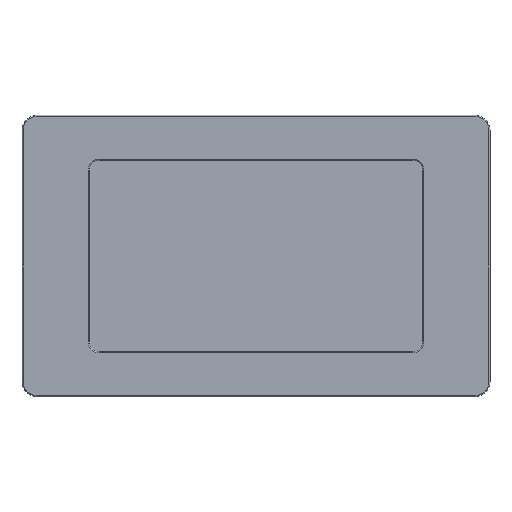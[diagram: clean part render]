
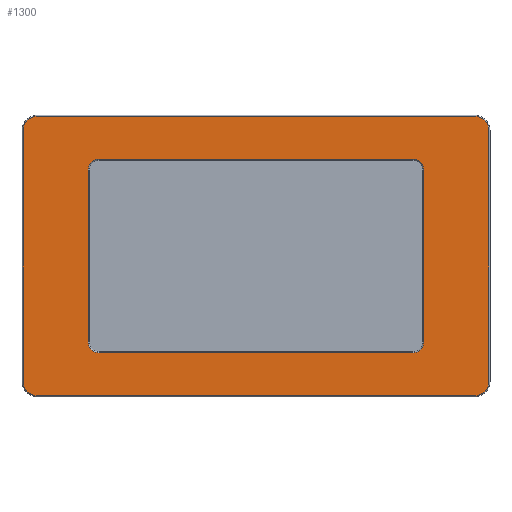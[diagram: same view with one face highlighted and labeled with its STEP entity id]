
A CAD part, top view. The second image highlights one B-rep face of the part: STEP entity #1300.
In plain terms, the highlighted planar face has unit normal (0, 0, 1).
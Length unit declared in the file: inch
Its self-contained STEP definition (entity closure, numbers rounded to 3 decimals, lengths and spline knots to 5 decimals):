
#20=FACE_BOUND('',#272,.T.);
#83=CIRCLE('',#1435,0.355);
#85=CIRCLE('',#1439,0.355);
#87=CIRCLE('',#1443,0.355);
#88=CIRCLE('',#1446,0.355);
#89=CIRCLE('',#1451,0.275);
#90=CIRCLE('',#1452,0.275);
#91=CIRCLE('',#1453,0.275);
#92=CIRCLE('',#1454,0.275);
#184=FACE_OUTER_BOUND('',#271,.T.);
#271=EDGE_LOOP('',(#1103,#1104,#1105,#1106,#1107,#1108,#1109,#1110));
#272=EDGE_LOOP('',(#1111,#1112,#1113,#1114,#1115,#1116,#1117,#1118));
#370=LINE('',#2141,#493);
#374=LINE('',#2153,#497);
#378=LINE('',#2164,#501);
#382=LINE('',#2173,#505);
#386=LINE('',#2185,#509);
#387=LINE('',#2189,#510);
#388=LINE('',#2193,#511);
#389=LINE('',#2197,#512);
#493=VECTOR('',#1752,0.3937);
#497=VECTOR('',#1764,0.3937);
#501=VECTOR('',#1776,0.3937);
#505=VECTOR('',#1786,0.3937);
#509=VECTOR('',#1802,0.3937);
#510=VECTOR('',#1805,0.3937);
#511=VECTOR('',#1808,0.3937);
#512=VECTOR('',#1811,0.3937);
#611=VERTEX_POINT('',#2138);
#612=VERTEX_POINT('',#2140);
#614=VERTEX_POINT('',#2145);
#616=VERTEX_POINT('',#2151);
#618=VERTEX_POINT('',#2157);
#619=VERTEX_POINT('',#2162);
#620=VERTEX_POINT('',#2167);
#621=VERTEX_POINT('',#2171);
#622=VERTEX_POINT('',#2183);
#623=VERTEX_POINT('',#2184);
#624=VERTEX_POINT('',#2186);
#625=VERTEX_POINT('',#2188);
#626=VERTEX_POINT('',#2190);
#627=VERTEX_POINT('',#2192);
#628=VERTEX_POINT('',#2194);
#629=VERTEX_POINT('',#2196);
#767=EDGE_CURVE('',#611,#612,#370,.T.);
#770=EDGE_CURVE('',#614,#611,#83,.T.);
#773=EDGE_CURVE('',#616,#614,#374,.T.);
#776=EDGE_CURVE('',#618,#616,#85,.T.);
#779=EDGE_CURVE('',#619,#618,#378,.T.);
#782=EDGE_CURVE('',#620,#619,#87,.T.);
#784=EDGE_CURVE('',#621,#620,#382,.T.);
#785=EDGE_CURVE('',#612,#621,#88,.T.);
#789=EDGE_CURVE('',#622,#623,#386,.T.);
#790=EDGE_CURVE('',#624,#622,#89,.T.);
#791=EDGE_CURVE('',#625,#624,#387,.T.);
#792=EDGE_CURVE('',#626,#625,#90,.T.);
#793=EDGE_CURVE('',#627,#626,#388,.T.);
#794=EDGE_CURVE('',#628,#627,#91,.T.);
#795=EDGE_CURVE('',#629,#628,#389,.T.);
#796=EDGE_CURVE('',#623,#629,#92,.T.);
#1103=ORIENTED_EDGE('',*,*,#767,.F.);
#1104=ORIENTED_EDGE('',*,*,#770,.F.);
#1105=ORIENTED_EDGE('',*,*,#773,.F.);
#1106=ORIENTED_EDGE('',*,*,#776,.F.);
#1107=ORIENTED_EDGE('',*,*,#779,.F.);
#1108=ORIENTED_EDGE('',*,*,#782,.F.);
#1109=ORIENTED_EDGE('',*,*,#784,.F.);
#1110=ORIENTED_EDGE('',*,*,#785,.F.);
#1111=ORIENTED_EDGE('',*,*,#789,.F.);
#1112=ORIENTED_EDGE('',*,*,#790,.F.);
#1113=ORIENTED_EDGE('',*,*,#791,.F.);
#1114=ORIENTED_EDGE('',*,*,#792,.F.);
#1115=ORIENTED_EDGE('',*,*,#793,.F.);
#1116=ORIENTED_EDGE('',*,*,#794,.F.);
#1117=ORIENTED_EDGE('',*,*,#795,.F.);
#1118=ORIENTED_EDGE('',*,*,#796,.F.);
#1226=PLANE('',#1450);
#1300=ADVANCED_FACE('',(#184,#20),#1226,.T.);
#1435=AXIS2_PLACEMENT_3D('',#2147,#1757,#1758);
#1439=AXIS2_PLACEMENT_3D('',#2159,#1769,#1770);
#1443=AXIS2_PLACEMENT_3D('',#2169,#1781,#1782);
#1446=AXIS2_PLACEMENT_3D('',#2175,#1789,#1790);
#1450=AXIS2_PLACEMENT_3D('',#2182,#1800,#1801);
#1451=AXIS2_PLACEMENT_3D('',#2187,#1803,#1804);
#1452=AXIS2_PLACEMENT_3D('',#2191,#1806,#1807);
#1453=AXIS2_PLACEMENT_3D('',#2195,#1809,#1810);
#1454=AXIS2_PLACEMENT_3D('',#2198,#1812,#1813);
#1752=DIRECTION('',(0.,1.,0.));
#1757=DIRECTION('center_axis',(0.,0.,-1.));
#1758=DIRECTION('ref_axis',(-1.,0.,0.));
#1764=DIRECTION('',(-1.,0.,0.));
#1769=DIRECTION('center_axis',(0.,0.,-1.));
#1770=DIRECTION('ref_axis',(0.,-1.,0.));
#1776=DIRECTION('',(0.,-1.,0.));
#1781=DIRECTION('center_axis',(0.,0.,-1.));
#1782=DIRECTION('ref_axis',(1.,0.,0.));
#1786=DIRECTION('',(1.,0.,0.));
#1789=DIRECTION('center_axis',(0.,0.,-1.));
#1790=DIRECTION('ref_axis',(0.,1.,0.));
#1800=DIRECTION('center_axis',(0.,0.,1.));
#1801=DIRECTION('ref_axis',(1.,0.,0.));
#1802=DIRECTION('',(0.,-1.,0.));
#1803=DIRECTION('center_axis',(0.,0.,1.));
#1804=DIRECTION('ref_axis',(0.,1.,0.));
#1805=DIRECTION('',(-1.,0.,0.));
#1806=DIRECTION('center_axis',(0.,0.,1.));
#1807=DIRECTION('ref_axis',(1.,0.,0.));
#1808=DIRECTION('',(0.,1.,0.));
#1809=DIRECTION('center_axis',(0.,0.,1.));
#1810=DIRECTION('ref_axis',(0.,-1.,0.));
#1811=DIRECTION('',(1.,0.,0.));
#1812=DIRECTION('center_axis',(0.,0.,1.));
#1813=DIRECTION('ref_axis',(-1.,0.,0.));
#2138=CARTESIAN_POINT('',(-5.72,-3.075,0.57));
#2140=CARTESIAN_POINT('',(-5.72,3.075,0.57));
#2141=CARTESIAN_POINT('',(-5.72,1.5375,0.57));
#2145=CARTESIAN_POINT('',(-5.365,-3.43,0.57));
#2147=CARTESIAN_POINT('Origin',(-5.365,-3.075,0.57));
#2151=CARTESIAN_POINT('',(5.365,-3.43,0.57));
#2153=CARTESIAN_POINT('',(-2.6825,-3.43,0.57));
#2157=CARTESIAN_POINT('',(5.72,-3.075,0.57));
#2159=CARTESIAN_POINT('Origin',(5.365,-3.075,0.57));
#2162=CARTESIAN_POINT('',(5.72,3.075,0.57));
#2164=CARTESIAN_POINT('',(5.72,-1.5375,0.57));
#2167=CARTESIAN_POINT('',(5.365,3.43,0.57));
#2169=CARTESIAN_POINT('Origin',(5.365,3.075,0.57));
#2171=CARTESIAN_POINT('',(-5.365,3.43,0.57));
#2173=CARTESIAN_POINT('',(2.6825,3.43,0.57));
#2175=CARTESIAN_POINT('Origin',(-5.365,3.075,0.57));
#2182=CARTESIAN_POINT('Origin',(0.,0.,
0.57));
#2183=CARTESIAN_POINT('',(-4.11875,2.105,0.57));
#2184=CARTESIAN_POINT('',(-4.11875,-2.105,0.57));
#2185=CARTESIAN_POINT('',(-4.11875,-1.0525,0.57));
#2186=CARTESIAN_POINT('',(-3.84375,2.38,0.57));
#2187=CARTESIAN_POINT('Origin',(-3.84375,2.105,0.57));
#2188=CARTESIAN_POINT('',(3.84375,2.38,0.57));
#2189=CARTESIAN_POINT('',(-1.92188,2.38,0.57));
#2190=CARTESIAN_POINT('',(4.11875,2.105,0.57));
#2191=CARTESIAN_POINT('Origin',(3.84375,2.105,0.57));
#2192=CARTESIAN_POINT('',(4.11875,-2.105,0.57));
#2193=CARTESIAN_POINT('',(4.11875,1.0525,0.57));
#2194=CARTESIAN_POINT('',(3.84375,-2.38,0.57));
#2195=CARTESIAN_POINT('Origin',(3.84375,-2.105,0.57));
#2196=CARTESIAN_POINT('',(-3.84375,-2.38,0.57));
#2197=CARTESIAN_POINT('',(1.92188,-2.38,0.57));
#2198=CARTESIAN_POINT('Origin',(-3.84375,-2.105,0.57));
